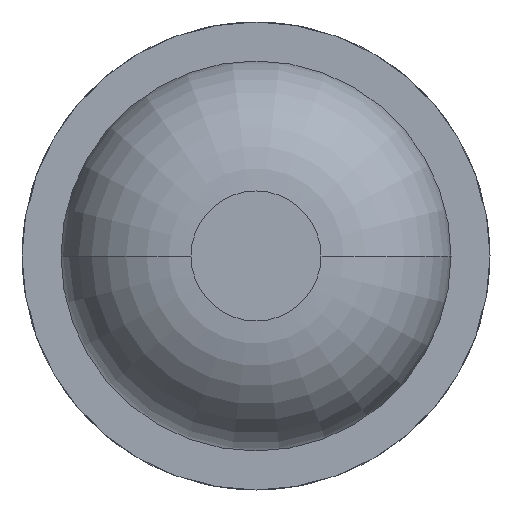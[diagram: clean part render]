
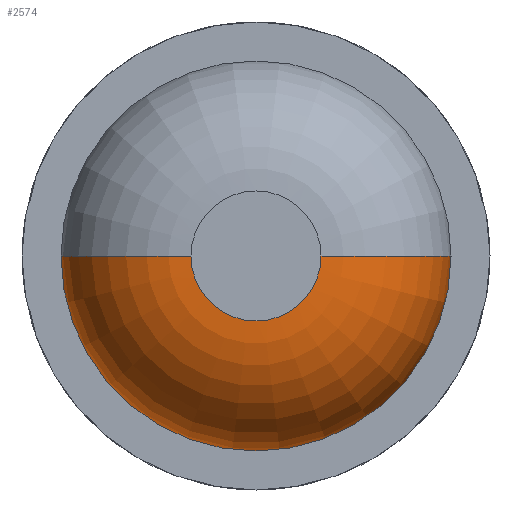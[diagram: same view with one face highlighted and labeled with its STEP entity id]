
A CAD part, front view. The second image highlights one B-rep face of the part: STEP entity #2574.
In plain terms, the highlighted toroidal (fillet/blend) face has major radius 0.125 mm and minor radius 0.25 mm.
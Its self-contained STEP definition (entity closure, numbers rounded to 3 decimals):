
#149 = DIRECTION ( 'NONE',  ( 1., 0., 0. ) ) ;
#167 = CARTESIAN_POINT ( 'NONE',  ( 0., -31.05, 0. ) ) ;
#209 = DIRECTION ( 'NONE',  ( 0., 1., 0. ) ) ;
#371 = CIRCLE ( 'NONE', #4544, 0.375 ) ;
#392 = VERTEX_POINT ( 'NONE', #2924 ) ;
#568 = TOROIDAL_SURFACE ( 'NONE', #992, 0.125, 0.25 ) ;
#660 = AXIS2_PLACEMENT_3D ( 'NONE', #4010, #1884, #4364 ) ;
#715 = DIRECTION ( 'NONE',  ( -1., 0., 0. ) ) ;
#803 = ORIENTED_EDGE ( 'NONE', *, *, #3877, .F. ) ;
#833 = CIRCLE ( 'NONE', #2934, 0.25 ) ;
#875 = DIRECTION ( 'NONE',  ( 1., 0., 0. ) ) ;
#992 = AXIS2_PLACEMENT_3D ( 'NONE', #167, #3399, #149 ) ;
#1095 = CARTESIAN_POINT ( 'NONE',  ( -0.375, -31.05, 0. ) ) ;
#1320 = EDGE_CURVE ( 'NONE', #392, #2864, #833, .T. ) ;
#1580 = VERTEX_POINT ( 'NONE', #3396 ) ;
#1720 = CIRCLE ( 'NONE', #2955, 0.125 ) ;
#1884 = DIRECTION ( 'NONE',  ( 0., 0., 1. ) ) ;
#1922 = ORIENTED_EDGE ( 'NONE', *, *, #4494, .F. ) ;
#2010 = ORIENTED_EDGE ( 'NONE', *, *, #2227, .F. ) ;
#2045 = CIRCLE ( 'NONE', #660, 0.25 ) ;
#2212 = CARTESIAN_POINT ( 'NONE',  ( -0.125, -31.05, 0. ) ) ;
#2227 = EDGE_CURVE ( 'Defeature ausgef�hrt1_1+Defeature ausgef�hrt1_2+Defeature ausgef�hrt1_2+Defeature ausgef�hrt1_2', #392, #2504, #1720, .T. ) ;
#2381 = DIRECTION ( 'NONE',  ( 0., -1., 0. ) ) ;
#2471 = FACE_OUTER_BOUND ( 'NONE', #3799, .T. ) ;
#2504 = VERTEX_POINT ( 'NONE', #2668 ) ;
#2574 = ADVANCED_FACE ( 'Defeature ausgef�hrt1_2', ( #2471 ), #568, .T. ) ;
#2668 = CARTESIAN_POINT ( 'NONE',  ( 0.125, -31.3, 0. ) ) ;
#2752 = DIRECTION ( 'NONE',  ( 1., 0., 0. ) ) ;
#2864 = VERTEX_POINT ( 'NONE', #1095 ) ;
#2913 = DIRECTION ( 'NONE',  ( 0., 0., -1. ) ) ;
#2924 = CARTESIAN_POINT ( 'NONE',  ( -0.125, -31.3, 0. ) ) ;
#2934 = AXIS2_PLACEMENT_3D ( 'NONE', #2212, #2913, #715 ) ;
#2955 = AXIS2_PLACEMENT_3D ( 'NONE', #4147, #2381, #2752 ) ;
#3396 = CARTESIAN_POINT ( 'NONE',  ( 0.375, -31.05, 0. ) ) ;
#3399 = DIRECTION ( 'NONE',  ( 0., 1., 0. ) ) ;
#3799 = EDGE_LOOP ( 'NONE', ( #2010, #3841, #1922, #803 ) ) ;
#3841 = ORIENTED_EDGE ( 'NONE', *, *, #1320, .T. ) ;
#3877 = EDGE_CURVE ( 'NONE', #2504, #1580, #2045, .T. ) ;
#4010 = CARTESIAN_POINT ( 'NONE',  ( 0.125, -31.05, 0. ) ) ;
#4147 = CARTESIAN_POINT ( 'NONE',  ( 0., -31.3, 0. ) ) ;
#4364 = DIRECTION ( 'NONE',  ( 1., 0., 0. ) ) ;
#4494 = EDGE_CURVE ( 'Defeature ausgef�hrt1_0+Defeature ausgef�hrt1_2+Defeature ausgef�hrt1_2+Defeature ausgef�hrt1_2', #1580, #2864, #371, .T. ) ;
#4497 = CARTESIAN_POINT ( 'NONE',  ( 0., -31.05, 0. ) ) ;
#4544 = AXIS2_PLACEMENT_3D ( 'NONE', #4497, #209, #875 ) ;
